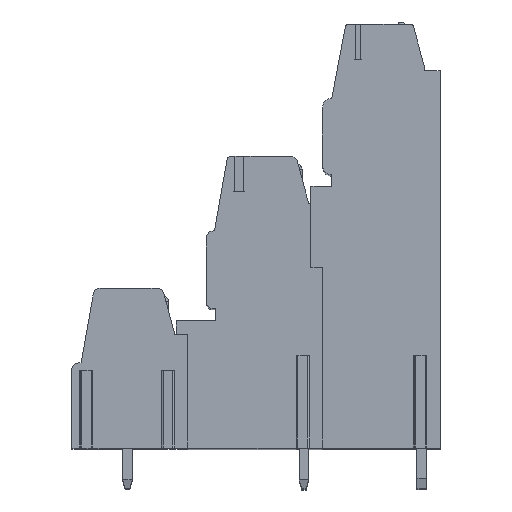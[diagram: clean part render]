
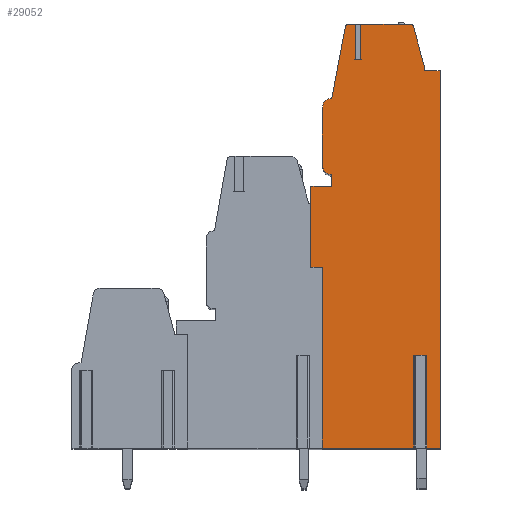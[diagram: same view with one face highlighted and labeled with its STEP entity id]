
A CAD part, top view. The second image highlights one B-rep face of the part: STEP entity #29052.
In plain terms, the highlighted planar face has unit normal (0, 0, 1).
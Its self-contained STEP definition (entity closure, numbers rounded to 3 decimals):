
#13=DIRECTION('',(0.,1.,0.));
#14=VECTOR('',#13,15.6);
#15=CARTESIAN_POINT('',(1.,-19.1,68.58));
#16=LINE('',#15,#14);
#17=DIRECTION('',(1.,0.,0.));
#18=VECTOR('',#17,1.);
#19=CARTESIAN_POINT('',(0.,-3.5,68.58));
#20=LINE('',#19,#18);
#21=DIRECTION('',(-1.,0.,0.));
#22=VECTOR('',#21,1.8);
#23=CARTESIAN_POINT('',(1.8,3.5,68.58));
#24=LINE('',#23,#22);
#25=DIRECTION('',(0.,-1.,0.));
#26=VECTOR('',#25,1.);
#27=CARTESIAN_POINT('',(1.8,4.5,68.58));
#28=LINE('',#27,#26);
#29=CARTESIAN_POINT('',(1.8,5.3,68.58));
#30=DIRECTION('',(0.,0.,1.));
#31=DIRECTION('',(-1.,0.,0.));
#32=AXIS2_PLACEMENT_3D('',#29,#30,#31);
#34=DIRECTION('',(0.,-1.,0.));
#35=VECTOR('',#34,5.);
#36=CARTESIAN_POINT('',(1.,10.3,68.58));
#37=LINE('',#36,#35);
#38=CARTESIAN_POINT('',(1.8,10.3,68.58));
#39=DIRECTION('',(0.,0.,1.));
#40=DIRECTION('',(0.,1.,0.));
#41=AXIS2_PLACEMENT_3D('',#38,#39,#40);
#43=DIRECTION('',(-0.186,-0.983,0.));
#44=VECTOR('',#43,6.265);
#45=CARTESIAN_POINT('',(2.964,17.256,68.58));
#46=LINE('',#45,#44);
#47=CARTESIAN_POINT('',(3.259,17.2,68.58));
#48=DIRECTION('',(0.,0.,1.));
#49=DIRECTION('',(0.,1.,0.));
#50=AXIS2_PLACEMENT_3D('',#47,#48,#49);
#52=DIRECTION('',(-1.,0.,0.));
#53=VECTOR('',#52,0.551);
#54=CARTESIAN_POINT('',(3.81,17.5,68.58));
#55=LINE('',#54,#53);
#56=DIRECTION('',(0.,-1.,0.));
#57=VECTOR('',#56,3.05);
#58=CARTESIAN_POINT('',(3.81,17.5,68.58));
#59=LINE('',#58,#57);
#60=DIRECTION('',(1.,0.,0.));
#61=VECTOR('',#60,0.5);
#62=CARTESIAN_POINT('',(3.81,14.45,68.58));
#63=LINE('',#62,#61);
#64=DIRECTION('',(0.,-1.,0.));
#65=VECTOR('',#64,3.05);
#66=CARTESIAN_POINT('',(4.31,17.5,68.58));
#67=LINE('',#66,#65);
#68=DIRECTION('',(-1.,0.,0.));
#69=VECTOR('',#68,4.27);
#70=CARTESIAN_POINT('',(8.58,17.5,68.58));
#71=LINE('',#70,#69);
#72=CARTESIAN_POINT('',(8.58,17.2,68.58));
#73=DIRECTION('',(0.,0.,1.));
#74=DIRECTION('',(0.965,0.261,0.));
#75=AXIS2_PLACEMENT_3D('',#72,#73,#74);
#77=DIRECTION('',(-0.261,0.965,0.));
#78=VECTOR('',#77,3.539);
#79=CARTESIAN_POINT('',(9.792,13.861,68.58));
#80=LINE('',#79,#78);
#81=DIRECTION('',(-0.035,0.999,0.));
#82=VECTOR('',#81,0.361);
#83=CARTESIAN_POINT('',(9.805,13.5,68.58));
#84=LINE('',#83,#82);
#85=DIRECTION('',(-1.,0.,0.));
#86=VECTOR('',#85,1.355);
#87=CARTESIAN_POINT('',(11.16,13.5,68.58));
#88=LINE('',#87,#86);
#89=DIRECTION('',(0.,1.,0.));
#90=VECTOR('',#89,32.6);
#91=CARTESIAN_POINT('',(11.16,-19.1,68.58));
#92=LINE('',#91,#90);
#93=DIRECTION('',(1.,0.,0.));
#94=VECTOR('',#93,1.39);
#95=CARTESIAN_POINT('',(9.77,-19.1,68.58));
#96=LINE('',#95,#94);
#97=DIRECTION('',(0.,1.,0.));
#98=VECTOR('',#97,8.);
#99=CARTESIAN_POINT('',(9.77,-19.1,68.58));
#100=LINE('',#99,#98);
#101=DIRECTION('',(-1.,0.,0.));
#102=VECTOR('',#101,0.62);
#103=CARTESIAN_POINT('',(9.77,-11.1,68.58));
#104=LINE('',#103,#102);
#105=DIRECTION('',(0.,1.,0.));
#106=VECTOR('',#105,8.);
#107=CARTESIAN_POINT('',(9.15,-19.1,68.58));
#108=LINE('',#107,#106);
#109=DIRECTION('',(1.,0.,0.));
#110=VECTOR('',#109,8.15);
#111=CARTESIAN_POINT('',(1.,-19.1,68.58));
#112=LINE('',#111,#110);
#3424=DIRECTION('',(0.,-1.,0.));
#3425=VECTOR('',#3424,7.);
#3426=CARTESIAN_POINT('',(0.,3.5,68.58));
#3427=LINE('',#3426,#3425);
#22883=CARTESIAN_POINT('',(11.16,-19.1,68.58));
#22884=CARTESIAN_POINT('',(11.16,13.5,68.58));
#22885=VERTEX_POINT('',#22883);
#22886=VERTEX_POINT('',#22884);
#22887=CARTESIAN_POINT('',(9.805,13.5,68.58));
#22888=VERTEX_POINT('',#22887);
#22889=CARTESIAN_POINT('',(9.792,13.861,68.58));
#22890=VERTEX_POINT('',#22889);
#22891=CARTESIAN_POINT('',(8.87,17.278,68.58));
#22892=VERTEX_POINT('',#22891);
#22893=CARTESIAN_POINT('',(8.58,17.5,68.58));
#22894=VERTEX_POINT('',#22893);
#22895=CARTESIAN_POINT('',(3.259,17.5,68.58));
#22896=CARTESIAN_POINT('',(2.964,17.256,68.58));
#22897=VERTEX_POINT('',#22895);
#22898=VERTEX_POINT('',#22896);
#22899=CARTESIAN_POINT('',(1.8,11.1,68.58));
#22900=VERTEX_POINT('',#22899);
#22901=CARTESIAN_POINT('',(1.,10.3,68.58));
#22902=VERTEX_POINT('',#22901);
#22903=CARTESIAN_POINT('',(1.,5.3,68.58));
#22904=VERTEX_POINT('',#22903);
#22905=CARTESIAN_POINT('',(1.8,4.5,68.58));
#22906=VERTEX_POINT('',#22905);
#22907=CARTESIAN_POINT('',(1.8,3.5,68.58));
#22908=VERTEX_POINT('',#22907);
#22909=CARTESIAN_POINT('',(0.,3.5,68.58));
#22910=VERTEX_POINT('',#22909);
#22995=CARTESIAN_POINT('',(9.77,-11.1,68.58));
#22996=CARTESIAN_POINT('',(9.15,-11.1,68.58));
#22997=VERTEX_POINT('',#22995);
#22998=VERTEX_POINT('',#22996);
#22999=CARTESIAN_POINT('',(9.77,-19.1,68.58));
#23000=VERTEX_POINT('',#22999);
#23001=CARTESIAN_POINT('',(9.15,-19.1,68.58));
#23002=VERTEX_POINT('',#23001);
#23003=CARTESIAN_POINT('',(1.,-19.1,68.58));
#23004=VERTEX_POINT('',#23003);
#23041=CARTESIAN_POINT('',(3.81,14.45,68.58));
#23042=CARTESIAN_POINT('',(4.31,14.45,68.58));
#23043=VERTEX_POINT('',#23041);
#23044=VERTEX_POINT('',#23042);
#23045=CARTESIAN_POINT('',(3.81,17.5,68.58));
#23046=VERTEX_POINT('',#23045);
#23051=CARTESIAN_POINT('',(4.31,17.5,68.58));
#23052=VERTEX_POINT('',#23051);
#26751=CARTESIAN_POINT('',(1.,-3.5,68.58));
#26752=VERTEX_POINT('',#26751);
#26753=CARTESIAN_POINT('',(0.,-3.5,68.58));
#26754=VERTEX_POINT('',#26753);
#28995=CARTESIAN_POINT('',(0.,0.,68.58));
#28996=DIRECTION('',(0.,0.,1.));
#28997=DIRECTION('',(1.,0.,0.));
#28998=AXIS2_PLACEMENT_3D('',#28995,#28996,#28997);
#28999=PLANE('',#28998);
#29001=ORIENTED_EDGE('',*,*,#29000,.T.);
#29003=ORIENTED_EDGE('',*,*,#29002,.F.);
#29005=ORIENTED_EDGE('',*,*,#29004,.F.);
#29007=ORIENTED_EDGE('',*,*,#29006,.F.);
#29009=ORIENTED_EDGE('',*,*,#29008,.F.);
#29011=ORIENTED_EDGE('',*,*,#29010,.F.);
#29013=ORIENTED_EDGE('',*,*,#29012,.F.);
#29015=ORIENTED_EDGE('',*,*,#29014,.F.);
#29017=ORIENTED_EDGE('',*,*,#29016,.F.);
#29019=ORIENTED_EDGE('',*,*,#29018,.F.);
#29021=ORIENTED_EDGE('',*,*,#29020,.F.);
#29023=ORIENTED_EDGE('',*,*,#29022,.T.);
#29025=ORIENTED_EDGE('',*,*,#29024,.T.);
#29027=ORIENTED_EDGE('',*,*,#29026,.F.);
#29029=ORIENTED_EDGE('',*,*,#29028,.F.);
#29031=ORIENTED_EDGE('',*,*,#29030,.F.);
#29033=ORIENTED_EDGE('',*,*,#29032,.F.);
#29035=ORIENTED_EDGE('',*,*,#29034,.F.);
#29037=ORIENTED_EDGE('',*,*,#29036,.F.);
#29039=ORIENTED_EDGE('',*,*,#29038,.F.);
#29041=ORIENTED_EDGE('',*,*,#29040,.F.);
#29043=ORIENTED_EDGE('',*,*,#29042,.T.);
#29045=ORIENTED_EDGE('',*,*,#29044,.T.);
#29047=ORIENTED_EDGE('',*,*,#29046,.F.);
#29049=ORIENTED_EDGE('',*,*,#29048,.F.);
#29050=EDGE_LOOP('',(#29001,#29003,#29005,#29007,#29009,#29011,#29013,#29015,
#29017,#29019,#29021,#29023,#29025,#29027,#29029,#29031,#29033,#29035,#29037,
#29039,#29041,#29043,#29045,#29047,#29049));
#29051=FACE_OUTER_BOUND('',#29050,.F.);
#33=CIRCLE('',#32,0.8);
#42=CIRCLE('',#41,0.8);
#51=CIRCLE('',#50,0.3);
#76=CIRCLE('',#75,0.3);
#29000=EDGE_CURVE('',#23004,#26752,#16,.T.);
#29002=EDGE_CURVE('',#26754,#26752,#20,.T.);
#29004=EDGE_CURVE('',#22910,#26754,#3427,.T.);
#29006=EDGE_CURVE('',#22908,#22910,#24,.T.);
#29008=EDGE_CURVE('',#22906,#22908,#28,.T.);
#29010=EDGE_CURVE('',#22904,#22906,#33,.T.);
#29012=EDGE_CURVE('',#22902,#22904,#37,.T.);
#29014=EDGE_CURVE('',#22900,#22902,#42,.T.);
#29016=EDGE_CURVE('',#22898,#22900,#46,.T.);
#29018=EDGE_CURVE('',#22897,#22898,#51,.T.);
#29020=EDGE_CURVE('',#23046,#22897,#55,.T.);
#29022=EDGE_CURVE('',#23046,#23043,#59,.T.);
#29024=EDGE_CURVE('',#23043,#23044,#63,.T.);
#29026=EDGE_CURVE('',#23052,#23044,#67,.T.);
#29028=EDGE_CURVE('',#22894,#23052,#71,.T.);
#29030=EDGE_CURVE('',#22892,#22894,#76,.T.);
#29032=EDGE_CURVE('',#22890,#22892,#80,.T.);
#29034=EDGE_CURVE('',#22888,#22890,#84,.T.);
#29036=EDGE_CURVE('',#22886,#22888,#88,.T.);
#29038=EDGE_CURVE('',#22885,#22886,#92,.T.);
#29040=EDGE_CURVE('',#23000,#22885,#96,.T.);
#29042=EDGE_CURVE('',#23000,#22997,#100,.T.);
#29044=EDGE_CURVE('',#22997,#22998,#104,.T.);
#29046=EDGE_CURVE('',#23002,#22998,#108,.T.);
#29048=EDGE_CURVE('',#23004,#23002,#112,.T.);
#29052=ADVANCED_FACE('',(#29051),#28999,.T.);
